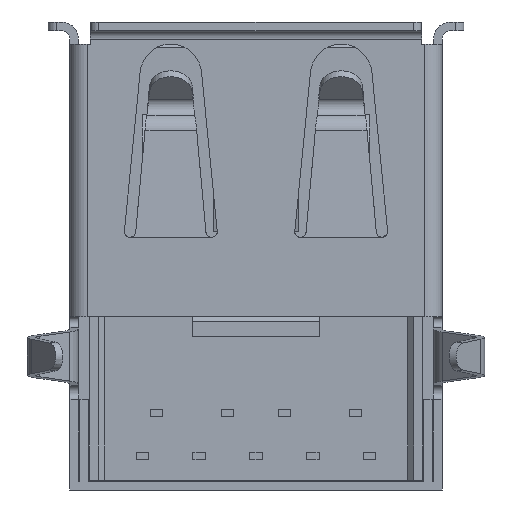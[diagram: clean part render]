
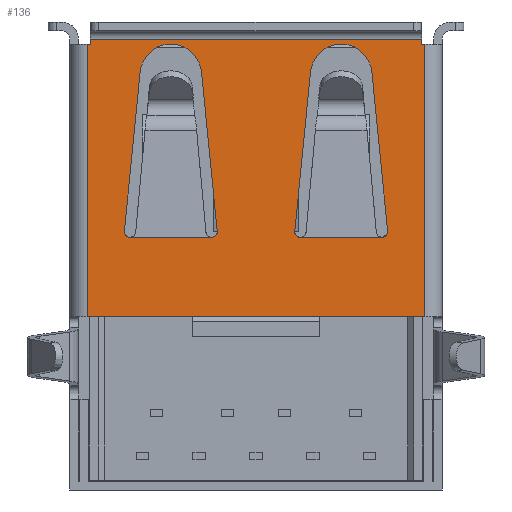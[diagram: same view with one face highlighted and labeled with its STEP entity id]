
A CAD part, front view. The second image highlights one B-rep face of the part: STEP entity #136.
In plain terms, the highlighted planar face has unit normal (0, -1, 0).
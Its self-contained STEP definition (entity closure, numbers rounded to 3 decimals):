
#136=ADVANCED_FACE('',(#736,#737,#738),#739,.T.);
#736=FACE_OUTER_BOUND('',#2054,.T.);
#737=FACE_BOUND('',#2055,.T.);
#738=FACE_BOUND('',#2056,.T.);
#739=PLANE('',#2057);
#2054=EDGE_LOOP('',(#4799,#4800,#4801,#4802,#4803,#4804,#4805,#4806,#4807,#4808,#4809,#4810));
#2055=EDGE_LOOP('',(#4811,#4812,#4813,#4814,#4815,#4816));
#2056=EDGE_LOOP('',(#4817,#4818,#4819,#4820,#4821,#4822));
#2057=AXIS2_PLACEMENT_3D('',#4823,#4824,#4825);
#4799=ORIENTED_EDGE('',*,*,#8278,.T.);
#4800=ORIENTED_EDGE('',*,*,#8279,.F.);
#4801=ORIENTED_EDGE('',*,*,#7924,.T.);
#4802=ORIENTED_EDGE('',*,*,#8280,.F.);
#4803=ORIENTED_EDGE('',*,*,#8281,.T.);
#4804=ORIENTED_EDGE('',*,*,#8282,.F.);
#4805=ORIENTED_EDGE('',*,*,#7966,.F.);
#4806=ORIENTED_EDGE('',*,*,#8283,.F.);
#4807=ORIENTED_EDGE('',*,*,#8284,.F.);
#4808=ORIENTED_EDGE('',*,*,#8285,.T.);
#4809=ORIENTED_EDGE('',*,*,#7955,.F.);
#4810=ORIENTED_EDGE('',*,*,#8286,.F.);
#4811=ORIENTED_EDGE('',*,*,#8287,.T.);
#4812=ORIENTED_EDGE('',*,*,#8288,.T.);
#4813=ORIENTED_EDGE('',*,*,#8289,.T.);
#4814=ORIENTED_EDGE('',*,*,#8290,.T.);
#4815=ORIENTED_EDGE('',*,*,#8291,.T.);
#4816=ORIENTED_EDGE('',*,*,#8292,.T.);
#4817=ORIENTED_EDGE('',*,*,#8265,.T.);
#4818=ORIENTED_EDGE('',*,*,#7848,.T.);
#4819=ORIENTED_EDGE('',*,*,#8293,.T.);
#4820=ORIENTED_EDGE('',*,*,#8294,.T.);
#4821=ORIENTED_EDGE('',*,*,#8295,.T.);
#4822=ORIENTED_EDGE('',*,*,#8263,.T.);
#4823=CARTESIAN_POINT('',(-6.55,-2.86,-0.6));
#4824=DIRECTION('',(0.0,-1.0,0.0));
#4825=DIRECTION('',(0.0,0.0,-1.0));
#7848=EDGE_CURVE('',#9253,#9250,#9254,.T.);
#7924=EDGE_CURVE('',#9397,#9394,#9398,.T.);
#7955=EDGE_CURVE('',#9453,#9454,#9455,.T.);
#7966=EDGE_CURVE('',#9472,#9474,#9475,.T.);
#8263=EDGE_CURVE('',#9994,#9992,#9995,.T.);
#8265=EDGE_CURVE('',#9992,#9253,#9997,.T.);
#8278=EDGE_CURVE('',#10020,#10021,#10022,.T.);
#8279=EDGE_CURVE('',#9397,#10021,#10023,.T.);
#8280=EDGE_CURVE('',#10024,#9394,#10025,.T.);
#8281=EDGE_CURVE('',#10024,#10026,#10027,.T.);
#8282=EDGE_CURVE('',#9474,#10026,#10028,.T.);
#8283=EDGE_CURVE('',#10029,#9472,#10030,.T.);
#8284=EDGE_CURVE('',#10031,#10029,#10032,.T.);
#8285=EDGE_CURVE('',#10031,#9454,#10033,.T.);
#8286=EDGE_CURVE('',#10020,#9453,#10034,.T.);
#8287=EDGE_CURVE('',#10035,#10036,#10037,.T.);
#8288=EDGE_CURVE('',#10036,#10038,#10039,.T.);
#8289=EDGE_CURVE('',#10038,#10040,#10041,.T.);
#8290=EDGE_CURVE('',#10040,#10042,#10043,.T.);
#8291=EDGE_CURVE('',#10042,#10044,#10045,.T.);
#8292=EDGE_CURVE('',#10044,#10035,#10046,.T.);
#8293=EDGE_CURVE('',#9250,#10047,#10048,.T.);
#8294=EDGE_CURVE('',#10047,#10049,#10050,.T.);
#8295=EDGE_CURVE('',#10049,#9994,#10051,.T.);
#9250=VERTEX_POINT('',#11584);
#9253=VERTEX_POINT('',#11590);
#9254=LINE('',#11591,#11592);
#9394=VERTEX_POINT('',#11830);
#9397=VERTEX_POINT('',#11835);
#9398=LINE('',#11836,#11837);
#9453=VERTEX_POINT('',#11944);
#9454=VERTEX_POINT('',#11945);
#9455=LINE('',#11946,#11947);
#9472=VERTEX_POINT('',#11971);
#9474=VERTEX_POINT('',#11974);
#9475=LINE('',#11975,#11976);
#9992=VERTEX_POINT('',#12988);
#9994=VERTEX_POINT('',#12991);
#9995=LINE('',#12992,#12993);
#9997=CIRCLE('',#12998,1.083);
#10020=VERTEX_POINT('',#13033);
#10021=VERTEX_POINT('',#13034);
#10022=LINE('',#13035,#13036);
#10023=LINE('',#13037,#13038);
#10024=VERTEX_POINT('',#13039);
#10025=LINE('',#13040,#13041);
#10026=VERTEX_POINT('',#13042);
#10027=LINE('',#13043,#13044);
#10028=LINE('',#13045,#13046);
#10029=VERTEX_POINT('',#13047);
#10030=LINE('',#13048,#13049);
#10031=VERTEX_POINT('',#13050);
#10032=LINE('',#13051,#13052);
#10033=LINE('',#13053,#13054);
#10034=LINE('',#13055,#13056);
#10035=VERTEX_POINT('',#13057);
#10036=VERTEX_POINT('',#13058);
#10037=B_SPLINE_CURVE_WITH_KNOTS('',3,(#13059,#13060,#13061,#13062,#13063,#13064,#13065,#13066),.UNSPECIFIED.,.F.,.F.,(4,1,1,1,1,4),(0.0,0.2,0.4,0.6,0.8,1.0),.UNSPECIFIED.);
#10038=VERTEX_POINT('',#13067);
#10039=LINE('',#13068,#13069);
#10040=VERTEX_POINT('',#13070);
#10041=CIRCLE('',#13071,1.083);
#10042=VERTEX_POINT('',#13072);
#10043=LINE('',#13073,#13074);
#10044=VERTEX_POINT('',#13075);
#10045=B_SPLINE_CURVE_WITH_KNOTS('',3,(#13076,#13077,#13078,#13079,#13080,#13081,#13082,#13083),.UNSPECIFIED.,.F.,.F.,(4,1,1,1,1,4),(0.0,0.2,0.4,0.6,0.8,1.0),.UNSPECIFIED.);
#10046=LINE('',#13084,#13085);
#10047=VERTEX_POINT('',#13086);
#10048=B_SPLINE_CURVE_WITH_KNOTS('',3,(#13087,#13088,#13089,#13090,#13091,#13092,#13093,#13094),.UNSPECIFIED.,.F.,.F.,(4,1,1,1,1,4),(0.0,0.2,0.4,0.6,0.8,1.0),.UNSPECIFIED.);
#10049=VERTEX_POINT('',#13095);
#10050=LINE('',#13096,#13097);
#10051=B_SPLINE_CURVE_WITH_KNOTS('',3,(#13098,#13099,#13100,#13101,#13102,#13103,#13104,#13105),.UNSPECIFIED.,.F.,.F.,(4,1,1,1,1,4),(0.0,0.2,0.4,0.6,0.8,1.0),.UNSPECIFIED.);
#11584=CARTESIAN_POINT('',(4.635,-2.86,-7.361));
#11590=CARTESIAN_POINT('',(4.078,-2.86,-1.756));
#11591=CARTESIAN_POINT('',(4.078,-2.86,-1.756));
#11592=VECTOR('',#15633,5.632);
#11830=CARTESIAN_POINT('',(2.25,-2.86,-10.38));
#11835=CARTESIAN_POINT('',(-2.25,-2.86,-10.38));
#11836=CARTESIAN_POINT('',(-2.25,-2.86,-10.38));
#11837=VECTOR('',#15725,4.5);
#11944=CARTESIAN_POINT('',(-5.95,-2.86,-0.78));
#11945=CARTESIAN_POINT('',(-5.83,-2.86,-0.78));
#11946=CARTESIAN_POINT('',(-5.95,-2.86,-0.78));
#11947=VECTOR('',#15761,0.12);
#11971=CARTESIAN_POINT('',(5.83,-2.86,-0.78));
#11974=CARTESIAN_POINT('',(5.95,-2.86,-0.78));
#11975=CARTESIAN_POINT('',(5.83,-2.86,-0.78));
#11976=VECTOR('',#15776,0.12);
#12988=CARTESIAN_POINT('',(1.922,-2.86,-1.756));
#12991=CARTESIAN_POINT('',(1.365,-2.86,-7.361));
#12992=CARTESIAN_POINT('',(1.365,-2.86,-7.361));
#12993=VECTOR('',#16103,5.632);
#12998=AXIS2_PLACEMENT_3D('',#16104,#16105,#16106);
#13033=CARTESIAN_POINT('',(-5.95,-2.86,-10.38));
#13034=CARTESIAN_POINT('',(-5.85,-2.86,-10.38));
#13035=CARTESIAN_POINT('',(-5.95,-2.86,-10.38));
#13036=VECTOR('',#16119,0.1);
#13037=CARTESIAN_POINT('',(-2.25,-2.86,-10.38));
#13038=VECTOR('',#16120,3.6);
#13039=CARTESIAN_POINT('',(5.85,-2.86,-10.38));
#13040=CARTESIAN_POINT('',(5.85,-2.86,-10.38));
#13041=VECTOR('',#16121,3.6);
#13042=CARTESIAN_POINT('',(5.95,-2.86,-10.38));
#13043=CARTESIAN_POINT('',(5.85,-2.86,-10.38));
#13044=VECTOR('',#16122,0.1);
#13045=CARTESIAN_POINT('',(5.95,-2.86,-0.78));
#13046=VECTOR('',#16123,9.6);
#13047=CARTESIAN_POINT('',(5.83,-2.86,-0.6));
#13048=CARTESIAN_POINT('',(5.83,-2.86,-0.6));
#13049=VECTOR('',#16124,0.18);
#13050=CARTESIAN_POINT('',(-5.83,-2.86,-0.6));
#13051=CARTESIAN_POINT('',(-5.83,-2.86,-0.6));
#13052=VECTOR('',#16125,11.66);
#13053=CARTESIAN_POINT('',(-5.83,-2.86,-0.6));
#13054=VECTOR('',#16126,0.18);
#13055=CARTESIAN_POINT('',(-5.95,-2.86,-10.38));
#13056=VECTOR('',#16127,9.6);
#13057=CARTESIAN_POINT('',(-4.437,-2.86,-7.58));
#13058=CARTESIAN_POINT('',(-4.635,-2.86,-7.361));
#13059=CARTESIAN_POINT('',(-4.437,-2.86,-7.58));
#13060=CARTESIAN_POINT('',(-4.46,-2.86,-7.58));
#13061=CARTESIAN_POINT('',(-4.503,-2.86,-7.573));
#13062=CARTESIAN_POINT('',(-4.561,-2.86,-7.541));
#13063=CARTESIAN_POINT('',(-4.607,-2.86,-7.492));
#13064=CARTESIAN_POINT('',(-4.635,-2.86,-7.427));
#13065=CARTESIAN_POINT('',(-4.637,-2.86,-7.384));
#13066=CARTESIAN_POINT('',(-4.635,-2.86,-7.361));
#13067=CARTESIAN_POINT('',(-4.078,-2.86,-1.756));
#13068=CARTESIAN_POINT('',(-4.635,-2.86,-7.361));
#13069=VECTOR('',#16128,5.632);
#13070=CARTESIAN_POINT('',(-1.922,-2.86,-1.756));
#13071=AXIS2_PLACEMENT_3D('',#16129,#16130,#16131);
#13072=CARTESIAN_POINT('',(-1.365,-2.86,-7.361));
#13073=CARTESIAN_POINT('',(-1.922,-2.86,-1.756));
#13074=VECTOR('',#16132,5.632);
#13075=CARTESIAN_POINT('',(-1.563,-2.86,-7.58));
#13076=CARTESIAN_POINT('',(-1.365,-2.86,-7.361));
#13077=CARTESIAN_POINT('',(-1.363,-2.86,-7.384));
#13078=CARTESIAN_POINT('',(-1.365,-2.86,-7.427));
#13079=CARTESIAN_POINT('',(-1.393,-2.86,-7.492));
#13080=CARTESIAN_POINT('',(-1.439,-2.86,-7.541));
#13081=CARTESIAN_POINT('',(-1.497,-2.86,-7.573));
#13082=CARTESIAN_POINT('',(-1.54,-2.86,-7.58));
#13083=CARTESIAN_POINT('',(-1.563,-2.86,-7.58));
#13084=CARTESIAN_POINT('',(-1.563,-2.86,-7.58));
#13085=VECTOR('',#16133,2.874);
#13086=CARTESIAN_POINT('',(4.437,-2.86,-7.58));
#13087=CARTESIAN_POINT('',(4.635,-2.86,-7.361));
#13088=CARTESIAN_POINT('',(4.637,-2.86,-7.384));
#13089=CARTESIAN_POINT('',(4.635,-2.86,-7.427));
#13090=CARTESIAN_POINT('',(4.607,-2.86,-7.492));
#13091=CARTESIAN_POINT('',(4.561,-2.86,-7.541));
#13092=CARTESIAN_POINT('',(4.503,-2.86,-7.573));
#13093=CARTESIAN_POINT('',(4.46,-2.86,-7.58));
#13094=CARTESIAN_POINT('',(4.437,-2.86,-7.58));
#13095=CARTESIAN_POINT('',(1.563,-2.86,-7.58));
#13096=CARTESIAN_POINT('',(4.437,-2.86,-7.58));
#13097=VECTOR('',#16134,2.874);
#13098=CARTESIAN_POINT('',(1.563,-2.86,-7.58));
#13099=CARTESIAN_POINT('',(1.54,-2.86,-7.58));
#13100=CARTESIAN_POINT('',(1.497,-2.86,-7.573));
#13101=CARTESIAN_POINT('',(1.439,-2.86,-7.541));
#13102=CARTESIAN_POINT('',(1.393,-2.86,-7.492));
#13103=CARTESIAN_POINT('',(1.365,-2.86,-7.427));
#13104=CARTESIAN_POINT('',(1.363,-2.86,-7.384));
#13105=CARTESIAN_POINT('',(1.365,-2.86,-7.361));
#15633=DIRECTION('',(0.099,0.0,-0.995));
#15725=DIRECTION('',(1.0,0.0,0.0));
#15761=DIRECTION('',(1.0,0.0,0.0));
#15776=DIRECTION('',(1.0,0.0,0.0));
#16103=DIRECTION('',(0.099,0.0,0.995));
#16104=CARTESIAN_POINT('',(3.0,-2.86,-1.863));
#16105=DIRECTION('',(0.0,1.0,0.0));
#16106=DIRECTION('',(-0.995,0.0,0.099));
#16119=DIRECTION('',(1.0,0.0,0.));
#16120=DIRECTION('',(-1.0,0.0,0.0));
#16121=DIRECTION('',(-1.0,0.0,0.0));
#16122=DIRECTION('',(1.0,0.0,0.));
#16123=DIRECTION('',(0.0,0.0,-1.0));
#16124=DIRECTION('',(0.0,0.0,-1.0));
#16125=DIRECTION('',(1.0,0.0,0.0));
#16126=DIRECTION('',(0.0,0.0,-1.0));
#16127=DIRECTION('',(0.0,0.0,1.0));
#16128=DIRECTION('',(0.099,0.0,0.995));
#16129=CARTESIAN_POINT('',(-3.0,-2.86,-1.863));
#16130=DIRECTION('',(0.0,1.0,0.0));
#16131=DIRECTION('',(-0.995,0.0,0.099));
#16132=DIRECTION('',(0.099,0.0,-0.995));
#16133=DIRECTION('',(-1.0,0.0,0.));
#16134=DIRECTION('',(-1.0,0.0,0.));
